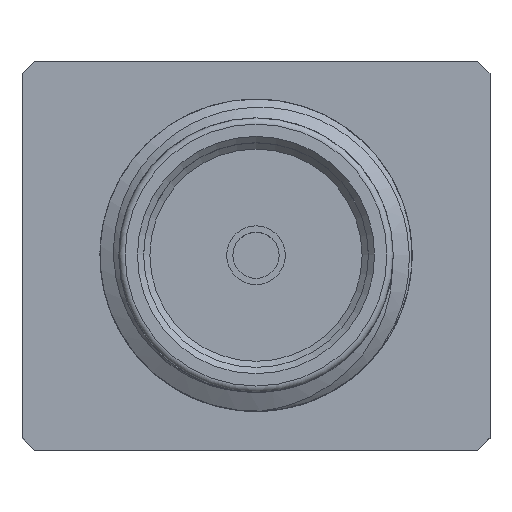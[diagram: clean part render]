
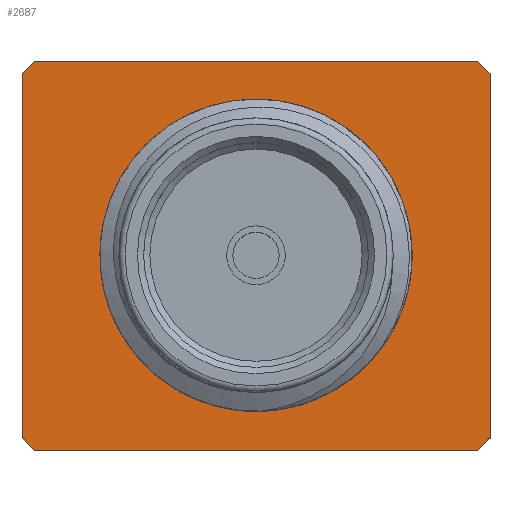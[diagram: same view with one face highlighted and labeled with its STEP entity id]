
A CAD part, top view. The second image highlights one B-rep face of the part: STEP entity #2687.
In plain terms, the highlighted planar face has unit normal (0, 0, 1).
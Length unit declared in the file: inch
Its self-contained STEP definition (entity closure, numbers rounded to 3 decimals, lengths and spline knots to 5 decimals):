
#14 = CARTESIAN_POINT ( 'NONE',  ( -0.1774, -0.15591, 0.07 ) ) ;
#29 = EDGE_CURVE ( 'NONE', #2650, #87, #2399, .T. ) ;
#39 = VERTEX_POINT ( 'NONE', #857 ) ;
#70 = ORIENTED_EDGE ( 'NONE', *, *, #322, .T. ) ;
#87 = VERTEX_POINT ( 'NONE', #2207 ) ;
#101 = EDGE_CURVE ( 'NONE', #296, #39, #972, .T. ) ;
#124 = CARTESIAN_POINT ( 'NONE',  ( 0.1774, 0.15591, 0.07 ) ) ;
#142 = VERTEX_POINT ( 'NONE', #144 ) ;
#144 = CARTESIAN_POINT ( 'NONE',  ( -0.1874, -0.14591, 0.07 ) ) ;
#176 = ORIENTED_EDGE ( 'NONE', *, *, #1518, .T. ) ;
#238 = DIRECTION ( 'NONE',  ( -1., 0., 0. ) ) ;
#242 = CARTESIAN_POINT ( 'NONE',  ( 0., 0., 0.07 ) ) ;
#258 = DIRECTION ( 'NONE',  ( 0., 0., -1. ) ) ;
#296 = VERTEX_POINT ( 'NONE', #927 ) ;
#322 = EDGE_CURVE ( 'NONE', #2796, #296, #2034, .T. ) ;
#331 = VECTOR ( 'NONE', #1483, 39.37008 ) ;
#360 = VECTOR ( 'NONE', #1595, 39.37008 ) ;
#485 = ORIENTED_EDGE ( 'NONE', *, *, #101, .T. ) ;
#488 = VECTOR ( 'NONE', #1625, 39.37008 ) ;
#530 = CARTESIAN_POINT ( 'NONE',  ( -0.1874, -0.15591, 0.07 ) ) ;
#535 = ORIENTED_EDGE ( 'NONE', *, *, #2879, .T. ) ;
#576 = EDGE_LOOP ( 'NONE', ( #2073 ) ) ;
#596 = CARTESIAN_POINT ( 'NONE',  ( -0.1874, 0.14591, 0.07 ) ) ;
#645 = CIRCLE ( 'NONE', #1098, 0.11989 ) ;
#665 = FACE_OUTER_BOUND ( 'NONE', #1823, .T. ) ;
#718 = VERTEX_POINT ( 'NONE', #1571 ) ;
#725 = DIRECTION ( 'NONE',  ( -1., 0., 0. ) ) ;
#787 = AXIS2_PLACEMENT_3D ( 'NONE', #1911, #2365, #725 ) ;
#822 = CARTESIAN_POINT ( 'NONE',  ( -0.11989, 0., 0.07 ) ) ;
#857 = CARTESIAN_POINT ( 'NONE',  ( 0.1774, 0.15591, 0.07 ) ) ;
#868 = LINE ( 'NONE', #2823, #1193 ) ;
#889 = CARTESIAN_POINT ( 'NONE',  ( -0.1874, 0.14591, 0.07 ) ) ;
#927 = CARTESIAN_POINT ( 'NONE',  ( 0.1874, 0.14591, 0.07 ) ) ;
#972 = LINE ( 'NONE', #124, #2896 ) ;
#1098 = AXIS2_PLACEMENT_3D ( 'NONE', #242, #258, #2558 ) ;
#1111 = ORIENTED_EDGE ( 'NONE', *, *, #2755, .T. ) ;
#1156 = LINE ( 'NONE', #1462, #2569 ) ;
#1193 = VECTOR ( 'NONE', #2379, 39.37008 ) ;
#1433 = VERTEX_POINT ( 'NONE', #822 ) ;
#1462 = CARTESIAN_POINT ( 'NONE',  ( -0.1874, 0.15591, 0.07 ) ) ;
#1483 = DIRECTION ( 'NONE',  ( 0., -1., 0. ) ) ;
#1518 = EDGE_CURVE ( 'NONE', #142, #2650, #868, .T. ) ;
#1570 = EDGE_CURVE ( 'NONE', #87, #2796, #1884, .T. ) ;
#1571 = CARTESIAN_POINT ( 'NONE',  ( -0.1774, 0.15591, 0.07 ) ) ;
#1595 = DIRECTION ( 'NONE',  ( -0.707, -0.707, 0. ) ) ;
#1625 = DIRECTION ( 'NONE',  ( 0., 1., 0. ) ) ;
#1655 = FACE_BOUND ( 'NONE', #576, .T. ) ;
#1823 = EDGE_LOOP ( 'NONE', ( #1111, #2079, #535, #176, #1856, #2277, #70, #485 ) ) ;
#1855 = VERTEX_POINT ( 'NONE', #596 ) ;
#1856 = ORIENTED_EDGE ( 'NONE', *, *, #29, .T. ) ;
#1884 = LINE ( 'NONE', #2621, #2808 ) ;
#1911 = CARTESIAN_POINT ( 'NONE',  ( 0., 0., 0.07 ) ) ;
#1938 = EDGE_CURVE ( 'NONE', #718, #1855, #2445, .T. ) ;
#1992 = DIRECTION ( 'NONE',  ( -0.707, 0.707, 0. ) ) ;
#2034 = LINE ( 'NONE', #2995, #488 ) ;
#2073 = ORIENTED_EDGE ( 'NONE', *, *, #2097, .T. ) ;
#2079 = ORIENTED_EDGE ( 'NONE', *, *, #1938, .T. ) ;
#2097 = EDGE_CURVE ( 'NONE', #1433, #1433, #645, .T. ) ;
#2207 = CARTESIAN_POINT ( 'NONE',  ( 0.1774, -0.15591, 0.07 ) ) ;
#2277 = ORIENTED_EDGE ( 'NONE', *, *, #1570, .T. ) ;
#2310 = LINE ( 'NONE', #530, #331 ) ;
#2365 = DIRECTION ( 'NONE',  ( 0., 0., -1. ) ) ;
#2372 = PLANE ( 'NONE',  #787 ) ;
#2379 = DIRECTION ( 'NONE',  ( 0.707, -0.707, 0. ) ) ;
#2381 = CARTESIAN_POINT ( 'NONE',  ( 0.1874, -0.14591, 0.07 ) ) ;
#2385 = DIRECTION ( 'NONE',  ( 0.707, 0.707, 0. ) ) ;
#2399 = LINE ( 'NONE', #2901, #2938 ) ;
#2445 = LINE ( 'NONE', #889, #360 ) ;
#2558 = DIRECTION ( 'NONE',  ( -1., 0., 0. ) ) ;
#2569 = VECTOR ( 'NONE', #238, 39.37008 ) ;
#2621 = CARTESIAN_POINT ( 'NONE',  ( 0.1874, -0.14591, 0.07 ) ) ;
#2650 = VERTEX_POINT ( 'NONE', #14 ) ;
#2667 = DIRECTION ( 'NONE',  ( 1., 0., 0. ) ) ;
#2687 = ADVANCED_FACE ( 'NONE', ( #1655, #665 ), #2372, .F. ) ;
#2755 = EDGE_CURVE ( 'NONE', #39, #718, #1156, .T. ) ;
#2796 = VERTEX_POINT ( 'NONE', #2381 ) ;
#2808 = VECTOR ( 'NONE', #2385, 39.37008 ) ;
#2823 = CARTESIAN_POINT ( 'NONE',  ( -0.1774, -0.15591, 0.07 ) ) ;
#2879 = EDGE_CURVE ( 'NONE', #1855, #142, #2310, .T. ) ;
#2896 = VECTOR ( 'NONE', #1992, 39.37008 ) ;
#2901 = CARTESIAN_POINT ( 'NONE',  ( -0.1874, -0.15591, 0.07 ) ) ;
#2938 = VECTOR ( 'NONE', #2667, 39.37008 ) ;
#2995 = CARTESIAN_POINT ( 'NONE',  ( 0.1874, -0.15591, 0.07 ) ) ;
